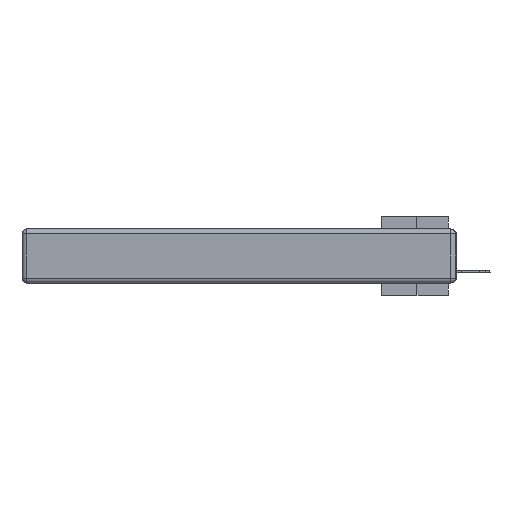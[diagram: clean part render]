
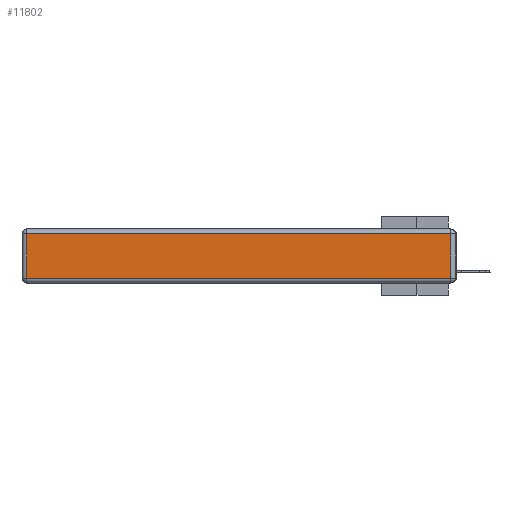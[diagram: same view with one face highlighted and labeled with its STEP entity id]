
A CAD part, left-side view. The second image highlights one B-rep face of the part: STEP entity #11802.
In plain terms, the highlighted planar face has unit normal (-1, 0, 0).
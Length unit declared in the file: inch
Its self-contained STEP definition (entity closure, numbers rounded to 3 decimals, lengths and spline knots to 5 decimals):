
#1220 = LINE ( 'NONE', #19450, #8602 ) ;
#1757 = AXIS2_PLACEMENT_3D ( 'NONE', #28562, #12876, #28398 ) ;
#2003 = VECTOR ( 'NONE', #23121, 39.37008 ) ;
#2172 = LINE ( 'NONE', #15107, #20379 ) ;
#4148 = VERTEX_POINT ( 'NONE', #16000 ) ;
#6061 = EDGE_CURVE ( 'NONE', #10834, #11184, #1220, .T. ) ;
#7609 = PLANE ( 'NONE',  #1757 ) ;
#8602 = VECTOR ( 'NONE', #12111, 39.37008 ) ;
#10834 = VERTEX_POINT ( 'NONE', #12151 ) ;
#11184 = VERTEX_POINT ( 'NONE', #31744 ) ;
#11689 = ORIENTED_EDGE ( 'NONE', *, *, #27982, .T. ) ;
#11802 = ADVANCED_FACE ( 'NONE', ( #30946 ), #7609, .T. ) ;
#11858 = VECTOR ( 'NONE', #12318, 39.37008 ) ;
#12111 = DIRECTION ( 'NONE',  ( 0., 1., 0. ) ) ;
#12151 = CARTESIAN_POINT ( 'NONE',  ( 0., 0.03, -0.03 ) ) ;
#12318 = DIRECTION ( 'NONE',  ( 0., 0., -1. ) ) ;
#12876 = DIRECTION ( 'NONE',  ( -1., 0., 0. ) ) ;
#15107 = CARTESIAN_POINT ( 'NONE',  ( 0., 0.03, -0.343 ) ) ;
#15382 = LINE ( 'NONE', #28345, #11858 ) ;
#15591 = EDGE_CURVE ( 'NONE', #18954, #10834, #2172, .T. ) ;
#16000 = CARTESIAN_POINT ( 'NONE',  ( 0., 2.72, -0.313 ) ) ;
#17372 = ORIENTED_EDGE ( 'NONE', *, *, #29477, .T. ) ;
#18954 = VERTEX_POINT ( 'NONE', #27323 ) ;
#19450 = CARTESIAN_POINT ( 'NONE',  ( 0., 2.75, -0.03 ) ) ;
#20379 = VECTOR ( 'NONE', #33530, 39.37008 ) ;
#23121 = DIRECTION ( 'NONE',  ( 0., -1., 0. ) ) ;
#24658 = ORIENTED_EDGE ( 'NONE', *, *, #15591, .T. ) ;
#25875 = ORIENTED_EDGE ( 'NONE', *, *, #6061, .T. ) ;
#27323 = CARTESIAN_POINT ( 'NONE',  ( 0., 0.03, -0.313 ) ) ;
#27982 = EDGE_CURVE ( 'NONE', #4148, #18954, #30447, .T. ) ;
#28345 = CARTESIAN_POINT ( 'NONE',  ( 0., 2.72, -0.343 ) ) ;
#28398 = DIRECTION ( 'NONE',  ( 0., 0., 1. ) ) ;
#28562 = CARTESIAN_POINT ( 'NONE',  ( 0., 0., -0.343 ) ) ;
#29477 = EDGE_CURVE ( 'NONE', #11184, #4148, #15382, .T. ) ;
#30447 = LINE ( 'NONE', #33192, #2003 ) ;
#30946 = FACE_OUTER_BOUND ( 'NONE', #33311, .T. ) ;
#31744 = CARTESIAN_POINT ( 'NONE',  ( 0., 2.72, -0.03 ) ) ;
#33192 = CARTESIAN_POINT ( 'NONE',  ( 0., 0., -0.313 ) ) ;
#33311 = EDGE_LOOP ( 'NONE', ( #11689, #24658, #25875, #17372 ) ) ;
#33530 = DIRECTION ( 'NONE',  ( 0., 0., 1. ) ) ;
